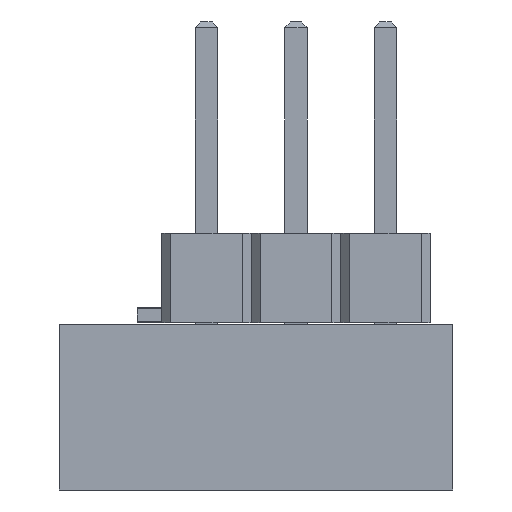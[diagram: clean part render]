
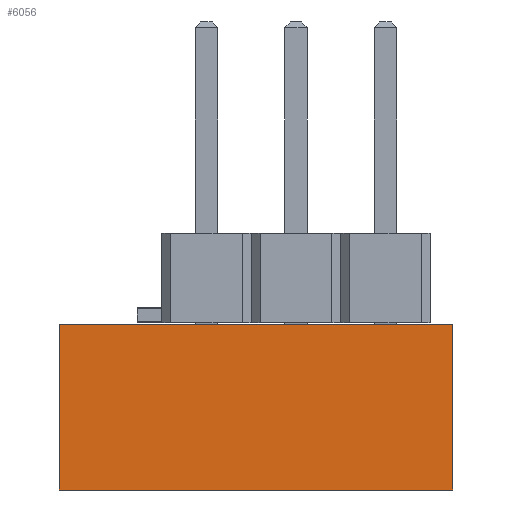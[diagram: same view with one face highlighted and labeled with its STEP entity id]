
A CAD part, left-side view. The second image highlights one B-rep face of the part: STEP entity #6056.
In plain terms, the highlighted planar face has unit normal (-1, 0, 0).
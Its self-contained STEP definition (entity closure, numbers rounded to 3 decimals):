
#6056 = ADVANCED_FACE('',(#6057),#6071,.T.);
#6057 = FACE_BOUND('',#6058,.T.);
#6058 = EDGE_LOOP('',(#6059,#6094,#6122,#6150));
#6059 = ORIENTED_EDGE('',*,*,#6060,.T.);
#6060 = EDGE_CURVE('',#6061,#6063,#6065,.T.);
#6061 = VERTEX_POINT('',#6062);
#6062 = CARTESIAN_POINT('',(120.18,-106.934,0.));
#6063 = VERTEX_POINT('',#6064);
#6064 = CARTESIAN_POINT('',(120.18,-106.934,4.69));
#6065 = SURFACE_CURVE('',#6066,(#6070,#6082),.PCURVE_S1.);
#6066 = LINE('',#6067,#6068);
#6067 = CARTESIAN_POINT('',(120.18,-106.934,0.));
#6068 = VECTOR('',#6069,1.);
#6069 = DIRECTION('',(0.,0.,1.));
#6070 = PCURVE('',#6071,#6076);
#6071 = PLANE('',#6072);
#6072 = AXIS2_PLACEMENT_3D('',#6073,#6074,#6075);
#6073 = CARTESIAN_POINT('',(120.18,-106.934,0.));
#6074 = DIRECTION('',(-1.,0.,0.));
#6075 = DIRECTION('',(0.,1.,0.));
#6076 = DEFINITIONAL_REPRESENTATION('',(#6077),#6081);
#6077 = LINE('',#6078,#6079);
#6078 = CARTESIAN_POINT('',(0.,0.));
#6079 = VECTOR('',#6080,1.);
#6080 = DIRECTION('',(0.,-1.));
#6081 = ( GEOMETRIC_REPRESENTATION_CONTEXT(2) 
PARAMETRIC_REPRESENTATION_CONTEXT() REPRESENTATION_CONTEXT('2D SPACE',''
  ) );
#6082 = PCURVE('',#6083,#6088);
#6083 = PLANE('',#6084);
#6084 = AXIS2_PLACEMENT_3D('',#6085,#6086,#6087);
#6085 = CARTESIAN_POINT('',(138.43,-106.934,0.));
#6086 = DIRECTION('',(0.,-1.,0.));
#6087 = DIRECTION('',(-1.,0.,0.));
#6088 = DEFINITIONAL_REPRESENTATION('',(#6089),#6093);
#6089 = LINE('',#6090,#6091);
#6090 = CARTESIAN_POINT('',(18.25,0.));
#6091 = VECTOR('',#6092,1.);
#6092 = DIRECTION('',(0.,-1.));
#6093 = ( GEOMETRIC_REPRESENTATION_CONTEXT(2) 
PARAMETRIC_REPRESENTATION_CONTEXT() REPRESENTATION_CONTEXT('2D SPACE',''
  ) );
#6094 = ORIENTED_EDGE('',*,*,#6095,.T.);
#6095 = EDGE_CURVE('',#6063,#6096,#6098,.T.);
#6096 = VERTEX_POINT('',#6097);
#6097 = CARTESIAN_POINT('',(120.18,-95.758,4.69));
#6098 = SURFACE_CURVE('',#6099,(#6103,#6110),.PCURVE_S1.);
#6099 = LINE('',#6100,#6101);
#6100 = CARTESIAN_POINT('',(120.18,-106.934,4.69));
#6101 = VECTOR('',#6102,1.);
#6102 = DIRECTION('',(0.,1.,0.));
#6103 = PCURVE('',#6071,#6104);
#6104 = DEFINITIONAL_REPRESENTATION('',(#6105),#6109);
#6105 = LINE('',#6106,#6107);
#6106 = CARTESIAN_POINT('',(0.,-4.69));
#6107 = VECTOR('',#6108,1.);
#6108 = DIRECTION('',(1.,0.));
#6109 = ( GEOMETRIC_REPRESENTATION_CONTEXT(2) 
PARAMETRIC_REPRESENTATION_CONTEXT() REPRESENTATION_CONTEXT('2D SPACE',''
  ) );
#6110 = PCURVE('',#6111,#6116);
#6111 = PLANE('',#6112);
#6112 = AXIS2_PLACEMENT_3D('',#6113,#6114,#6115);
#6113 = CARTESIAN_POINT('',(129.305,-101.346,4.69));
#6114 = DIRECTION('',(-0.,-0.,-1.));
#6115 = DIRECTION('',(-1.,0.,0.));
#6116 = DEFINITIONAL_REPRESENTATION('',(#6117),#6121);
#6117 = LINE('',#6118,#6119);
#6118 = CARTESIAN_POINT('',(9.125,-5.588));
#6119 = VECTOR('',#6120,1.);
#6120 = DIRECTION('',(0.,1.));
#6121 = ( GEOMETRIC_REPRESENTATION_CONTEXT(2) 
PARAMETRIC_REPRESENTATION_CONTEXT() REPRESENTATION_CONTEXT('2D SPACE',''
  ) );
#6122 = ORIENTED_EDGE('',*,*,#6123,.F.);
#6123 = EDGE_CURVE('',#6124,#6096,#6126,.T.);
#6124 = VERTEX_POINT('',#6125);
#6125 = CARTESIAN_POINT('',(120.18,-95.758,0.));
#6126 = SURFACE_CURVE('',#6127,(#6131,#6138),.PCURVE_S1.);
#6127 = LINE('',#6128,#6129);
#6128 = CARTESIAN_POINT('',(120.18,-95.758,0.));
#6129 = VECTOR('',#6130,1.);
#6130 = DIRECTION('',(0.,0.,1.));
#6131 = PCURVE('',#6071,#6132);
#6132 = DEFINITIONAL_REPRESENTATION('',(#6133),#6137);
#6133 = LINE('',#6134,#6135);
#6134 = CARTESIAN_POINT('',(11.176,0.));
#6135 = VECTOR('',#6136,1.);
#6136 = DIRECTION('',(0.,-1.));
#6137 = ( GEOMETRIC_REPRESENTATION_CONTEXT(2) 
PARAMETRIC_REPRESENTATION_CONTEXT() REPRESENTATION_CONTEXT('2D SPACE',''
  ) );
#6138 = PCURVE('',#6139,#6144);
#6139 = PLANE('',#6140);
#6140 = AXIS2_PLACEMENT_3D('',#6141,#6142,#6143);
#6141 = CARTESIAN_POINT('',(120.18,-95.758,0.));
#6142 = DIRECTION('',(0.,1.,0.));
#6143 = DIRECTION('',(1.,0.,0.));
#6144 = DEFINITIONAL_REPRESENTATION('',(#6145),#6149);
#6145 = LINE('',#6146,#6147);
#6146 = CARTESIAN_POINT('',(0.,0.));
#6147 = VECTOR('',#6148,1.);
#6148 = DIRECTION('',(0.,-1.));
#6149 = ( GEOMETRIC_REPRESENTATION_CONTEXT(2) 
PARAMETRIC_REPRESENTATION_CONTEXT() REPRESENTATION_CONTEXT('2D SPACE',''
  ) );
#6150 = ORIENTED_EDGE('',*,*,#6151,.F.);
#6151 = EDGE_CURVE('',#6061,#6124,#6152,.T.);
#6152 = SURFACE_CURVE('',#6153,(#6157,#6164),.PCURVE_S1.);
#6153 = LINE('',#6154,#6155);
#6154 = CARTESIAN_POINT('',(120.18,-106.934,0.));
#6155 = VECTOR('',#6156,1.);
#6156 = DIRECTION('',(0.,1.,0.));
#6157 = PCURVE('',#6071,#6158);
#6158 = DEFINITIONAL_REPRESENTATION('',(#6159),#6163);
#6159 = LINE('',#6160,#6161);
#6160 = CARTESIAN_POINT('',(0.,0.));
#6161 = VECTOR('',#6162,1.);
#6162 = DIRECTION('',(1.,0.));
#6163 = ( GEOMETRIC_REPRESENTATION_CONTEXT(2) 
PARAMETRIC_REPRESENTATION_CONTEXT() REPRESENTATION_CONTEXT('2D SPACE',''
  ) );
#6164 = PCURVE('',#6165,#6170);
#6165 = PLANE('',#6166);
#6166 = AXIS2_PLACEMENT_3D('',#6167,#6168,#6169);
#6167 = CARTESIAN_POINT('',(129.305,-101.346,0.));
#6168 = DIRECTION('',(-0.,-0.,-1.));
#6169 = DIRECTION('',(-1.,0.,0.));
#6170 = DEFINITIONAL_REPRESENTATION('',(#6171),#6175);
#6171 = LINE('',#6172,#6173);
#6172 = CARTESIAN_POINT('',(9.125,-5.588));
#6173 = VECTOR('',#6174,1.);
#6174 = DIRECTION('',(0.,1.));
#6175 = ( GEOMETRIC_REPRESENTATION_CONTEXT(2) 
PARAMETRIC_REPRESENTATION_CONTEXT() REPRESENTATION_CONTEXT('2D SPACE',''
  ) );
